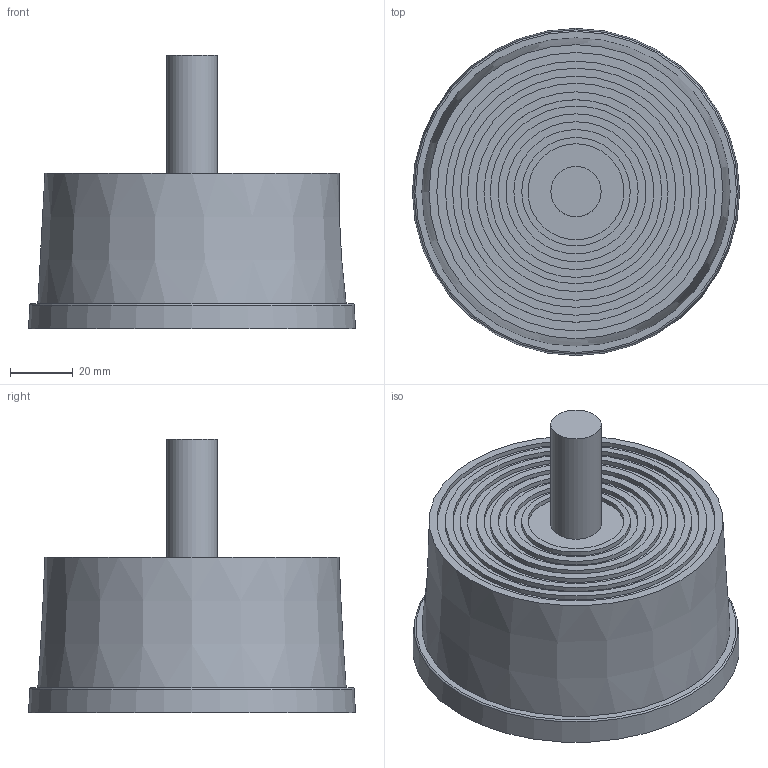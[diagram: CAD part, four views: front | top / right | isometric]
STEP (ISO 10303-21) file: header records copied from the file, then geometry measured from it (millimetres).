
FILE_DESCRIPTION(/* description */ (''),/* implementation_level */ '2;1');
FILE_NAME(/* name */ 'DR_PRM16-1.stp',/* time_stamp */ '2023-05-25T13:17:20+09:00',/* author */ ('user'),/* organization */ (''),/* preprocessor_version */ 'ST-DEVELOPER v15.6',/* originating_system */ 'Autodesk Inventor 2015',/* authorisation */ '');
FILE_SCHEMA (('AUTOMOTIVE_DESIGN { 1 0 10303 214 3 1 1 }'));
Length unit declared in the file: millimetre
Products named in the file (1): DR_PRM16-1
Bounding box: 104 x 104 x 87 mm (x, y, z)
Volume: 358291.9 mm3; surface area: 42026.7 mm2
Topology: 1 solids, 1 shells, 66 faces, 98 edges, 65 vertices
Faces by surface type: plane 33, cylinder 30, cone 2, torus 1
Full cylindrical faces by diameter (mm): 16 x1, 22 x1, 30 x1, 30.5 x1, 34.5 x1, 35 x1, 39.5 x1, 40 x1, 44.5 x1, 45 x1, 49.5 x1, 50 x1, 54.5 x1, 55 x1, 58.5 x1, 60 x1, 63.5 x1, 65 x1, 69 x1, 70 x1, 73.5 x1, 75 x1, 78.5 x1, 80 x1, 83 x1, 85 x1, 88.5 x1, 90 x1, 95 x1, 100 x1
Entity records: 1338 total; most frequent: DIRECTION 264, CARTESIAN_POINT 197, AXIS2_PLACEMENT_3D 132, EDGE_LOOP 130, ORIENTED_EDGE 130, FACE_OUTER_BOUND 66, ADVANCED_FACE 66, CIRCLE 65
